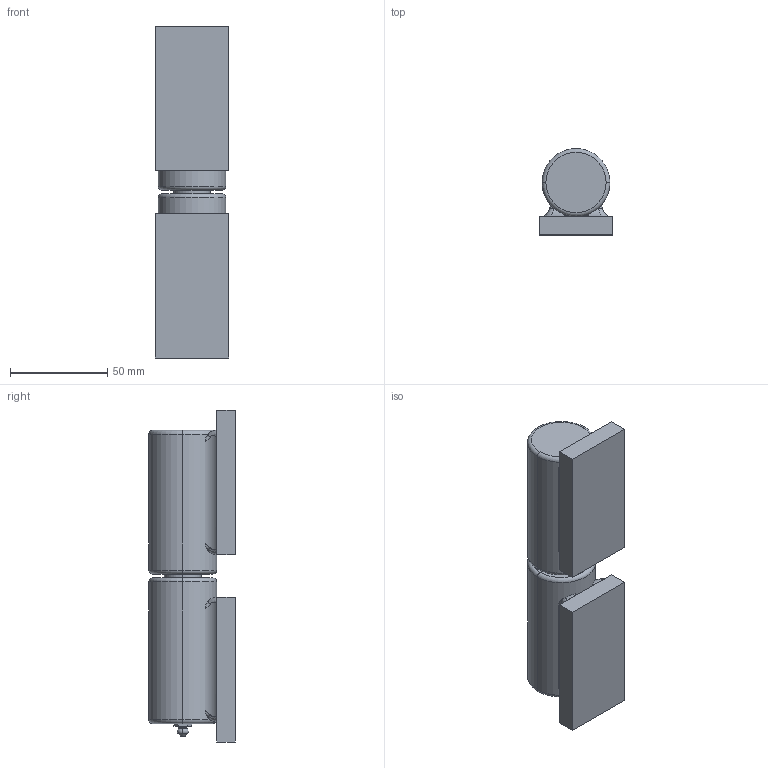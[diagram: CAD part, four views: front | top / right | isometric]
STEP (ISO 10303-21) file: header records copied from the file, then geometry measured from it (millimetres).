
FILE_DESCRIPTION (( 'STEP AP214' ), '1' );
FILE_NAME ('A20AD60C-E1D7-4716-89E8-45FC9E275C3B.STEP', '2024-02-05T13:14:14', ( '' ), ( '' ), 'SwSTEP 2.0', 'SolidWorks 2022', '' );
FILE_SCHEMA (( 'AUTOMOTIVE_DESIGN' ));
Length unit declared in the file: inch
Products named in the file (1): A20AD60C-E1D7-4716-89E8-45FC9E275C3B
Bounding box: 38 x 44.5 x 171 mm (x, y, z)
Volume: 202863.4 mm3; surface area: 50948.4 mm2
Topology: 10 solids, 10 shells, 229 faces, 479 edges, 263 vertices
Faces by surface type: cone 82, cylinder 82, plane 31, torus 16, bspline 16, sphere 2
Entity records: 10160 total; most frequent: CARTESIAN_POINT 2320, DIRECTION 1030, ORIENTED_EDGE 932, EDGE_CURVE 466, AXIS2_PLACEMENT_3D 410, VERTEX_POINT 260, DIMENSIONAL_EXPONENTS 241, UNCERTAINTY_MEASURE_WITH_UNIT 241
